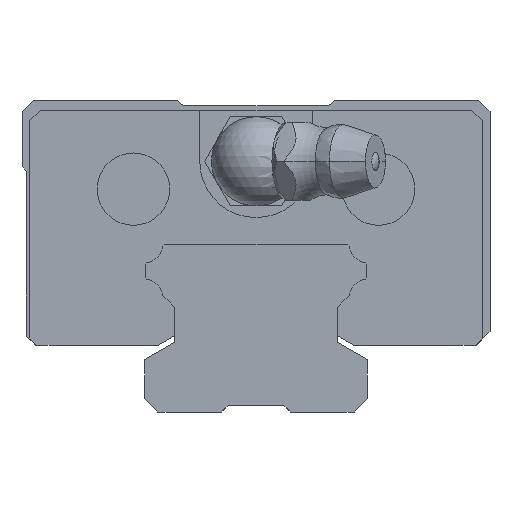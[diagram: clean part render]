
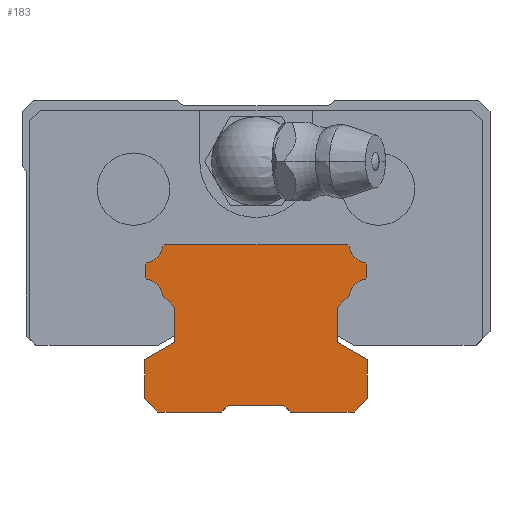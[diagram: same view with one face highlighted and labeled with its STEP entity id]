
A CAD part, front view. The second image highlights one B-rep face of the part: STEP entity #183.
In plain terms, the highlighted planar face has unit normal (0, -1, 0).
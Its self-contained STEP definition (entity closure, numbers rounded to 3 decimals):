
#183=ADVANCED_FACE('',(#380),#381,.T.);
#380=FACE_OUTER_BOUND('',#766,.T.);
#381=PLANE('',#767);
#766=EDGE_LOOP('',(#1292,#1293,#1294,#1295,#1296,#1297,#1298,#1299,#1300,#1301,#1302,#1303,#1304,#1305,#1306,#1307,#1308,#1309,#1310,#1311,#1312,#1313,#1314,#1315,#1316,#1317,#1318,#1319));
#767=AXIS2_PLACEMENT_3D('',#1320,#1321,#1322);
#1292=ORIENTED_EDGE('',*,*,#2770,.T.);
#1293=ORIENTED_EDGE('',*,*,#2771,.T.);
#1294=ORIENTED_EDGE('',*,*,#2772,.T.);
#1295=ORIENTED_EDGE('',*,*,#2773,.T.);
#1296=ORIENTED_EDGE('',*,*,#2774,.F.);
#1297=ORIENTED_EDGE('',*,*,#2775,.F.);
#1298=ORIENTED_EDGE('',*,*,#2776,.T.);
#1299=ORIENTED_EDGE('',*,*,#2777,.T.);
#1300=ORIENTED_EDGE('',*,*,#2778,.T.);
#1301=ORIENTED_EDGE('',*,*,#2756,.F.);
#1302=ORIENTED_EDGE('',*,*,#2779,.T.);
#1303=ORIENTED_EDGE('',*,*,#2780,.F.);
#1304=ORIENTED_EDGE('',*,*,#2781,.F.);
#1305=ORIENTED_EDGE('',*,*,#2782,.F.);
#1306=ORIENTED_EDGE('',*,*,#2783,.F.);
#1307=ORIENTED_EDGE('',*,*,#2784,.F.);
#1308=ORIENTED_EDGE('',*,*,#2785,.F.);
#1309=ORIENTED_EDGE('',*,*,#2786,.F.);
#1310=ORIENTED_EDGE('',*,*,#2787,.T.);
#1311=ORIENTED_EDGE('',*,*,#2788,.F.);
#1312=ORIENTED_EDGE('',*,*,#2789,.T.);
#1313=ORIENTED_EDGE('',*,*,#2790,.F.);
#1314=ORIENTED_EDGE('',*,*,#2791,.F.);
#1315=ORIENTED_EDGE('',*,*,#2792,.F.);
#1316=ORIENTED_EDGE('',*,*,#2793,.F.);
#1317=ORIENTED_EDGE('',*,*,#2794,.T.);
#1318=ORIENTED_EDGE('',*,*,#2795,.T.);
#1319=ORIENTED_EDGE('',*,*,#2796,.F.);
#1320=CARTESIAN_POINT('',(10.145,-110.0,14.545));
#1321=DIRECTION('',(0.0,-1.0,0.0));
#1322=DIRECTION('',(0.0,0.0,-1.0));
#2756=EDGE_CURVE('',#3283,#3284,#3285,.T.);
#2770=EDGE_CURVE('',#3305,#3306,#3307,.T.);
#2771=EDGE_CURVE('',#3306,#3308,#3309,.T.);
#2772=EDGE_CURVE('',#3308,#3310,#3311,.T.);
#2773=EDGE_CURVE('',#3310,#3312,#3313,.T.);
#2774=EDGE_CURVE('',#3314,#3312,#3315,.T.);
#2775=EDGE_CURVE('',#3316,#3314,#3317,.T.);
#2776=EDGE_CURVE('',#3316,#3318,#3319,.T.);
#2777=EDGE_CURVE('',#3318,#3320,#3321,.T.);
#2778=EDGE_CURVE('',#3320,#3284,#3322,.T.);
#2779=EDGE_CURVE('',#3283,#3323,#3324,.T.);
#2780=EDGE_CURVE('',#3325,#3323,#3326,.T.);
#2781=EDGE_CURVE('',#3327,#3325,#3328,.T.);
#2782=EDGE_CURVE('',#3329,#3327,#3330,.T.);
#2783=EDGE_CURVE('',#3331,#3329,#3332,.T.);
#2784=EDGE_CURVE('',#3333,#3331,#3334,.T.);
#2785=EDGE_CURVE('',#3335,#3333,#3336,.T.);
#2786=EDGE_CURVE('',#3337,#3335,#3338,.T.);
#2787=EDGE_CURVE('',#3337,#3339,#3340,.T.);
#2788=EDGE_CURVE('',#3341,#3339,#3342,.T.);
#2789=EDGE_CURVE('',#3341,#3343,#3344,.T.);
#2790=EDGE_CURVE('',#3345,#3343,#3346,.T.);
#2791=EDGE_CURVE('',#3347,#3345,#3348,.T.);
#2792=EDGE_CURVE('',#3349,#3347,#3350,.T.);
#2793=EDGE_CURVE('',#3351,#3349,#3352,.T.);
#2794=EDGE_CURVE('',#3351,#3353,#3354,.T.);
#2795=EDGE_CURVE('',#3353,#3355,#3356,.T.);
#2796=EDGE_CURVE('',#3305,#3355,#3357,.T.);
#3283=VERTEX_POINT('',#4105);
#3284=VERTEX_POINT('',#4106);
#3285=LINE('',#4107,#4108);
#3305=VERTEX_POINT('',#4131);
#3306=VERTEX_POINT('',#4132);
#3307=LINE('',#4133,#4134);
#3308=VERTEX_POINT('',#4135);
#3309=LINE('',#4136,#4137);
#3310=VERTEX_POINT('',#4138);
#3311=LINE('',#4139,#4140);
#3312=VERTEX_POINT('',#4141);
#3313=LINE('',#4142,#4143);
#3314=VERTEX_POINT('',#4144);
#3315=LINE('',#4145,#4146);
#3316=VERTEX_POINT('',#4147);
#3317=LINE('',#4148,#4149);
#3318=VERTEX_POINT('',#4150);
#3319=LINE('',#4151,#4152);
#3320=VERTEX_POINT('',#4153);
#3321=LINE('',#4154,#4155);
#3322=LINE('',#4156,#4157);
#3323=VERTEX_POINT('',#4158);
#3324=LINE('',#4159,#4160);
#3325=VERTEX_POINT('',#4161);
#3326=LINE('',#4162,#4163);
#3327=VERTEX_POINT('',#4164);
#3328=LINE('',#4165,#4166);
#3329=VERTEX_POINT('',#4167);
#3330=LINE('',#4168,#4169);
#3331=VERTEX_POINT('',#4170);
#3332=LINE('',#4171,#4172);
#3333=VERTEX_POINT('',#4173);
#3334=CIRCLE('',#4174,1.8);
#3335=VERTEX_POINT('',#4175);
#3336=LINE('',#4176,#4177);
#3337=VERTEX_POINT('',#4178);
#3338=LINE('',#4179,#4180);
#3339=VERTEX_POINT('',#4181);
#3340=LINE('',#4182,#4183);
#3341=VERTEX_POINT('',#4184);
#3342=CIRCLE('',#4185,1.8);
#3343=VERTEX_POINT('',#4186);
#3344=LINE('',#4187,#4188);
#3345=VERTEX_POINT('',#4189);
#3346=LINE('',#4190,#4191);
#3347=VERTEX_POINT('',#4192);
#3348=LINE('',#4193,#4194);
#3349=VERTEX_POINT('',#4195);
#3350=CIRCLE('',#4196,1.8);
#3351=VERTEX_POINT('',#4197);
#3352=LINE('',#4198,#4199);
#3353=VERTEX_POINT('',#4200);
#3354=LINE('',#4201,#4202);
#3355=VERTEX_POINT('',#4203);
#3356=LINE('',#4204,#4205);
#3357=CIRCLE('',#4206,1.8);
#4105=CARTESIAN_POINT('',(8.8,-110.0,-0.6));
#4106=CARTESIAN_POINT('',(3.1,-110.0,-0.6));
#4107=CARTESIAN_POINT('',(8.8,-110.0,-0.6));
#4108=VECTOR('',#5393,1000.0);
#4131=CARTESIAN_POINT('',(-8.372,-110.0,9.868));
#4132=CARTESIAN_POINT('',(-7.3,-110.0,8.796));
#4133=CARTESIAN_POINT('',(-8.372,-110.0,9.868));
#4134=VECTOR('',#5427,1000.0);
#4135=CARTESIAN_POINT('',(-7.3,-110.0,5.659));
#4136=CARTESIAN_POINT('',(-7.3,-110.0,6.236));
#4137=VECTOR('',#5428,1000.0);
#4138=CARTESIAN_POINT('',(-10.0,-110.0,4.1));
#4139=CARTESIAN_POINT('',(-7.3,-110.0,5.659));
#4140=VECTOR('',#5429,1000.0);
#4141=CARTESIAN_POINT('',(-10.0,-110.0,0.6));
#4142=CARTESIAN_POINT('',(-10.0,-110.0,4.1));
#4143=VECTOR('',#5430,1000.0);
#4144=CARTESIAN_POINT('',(-8.8,-110.0,-0.6));
#4145=CARTESIAN_POINT('',(-8.8,-110.0,-0.6));
#4146=VECTOR('',#5431,1000.0);
#4147=CARTESIAN_POINT('',(-3.1,-110.0,-0.6));
#4148=CARTESIAN_POINT('',(-3.1,-110.0,-0.6));
#4149=VECTOR('',#5432,1000.0);
#4150=CARTESIAN_POINT('',(-2.5,-110.0,0.0));
#4151=CARTESIAN_POINT('',(-3.1,-110.0,-0.6));
#4152=VECTOR('',#5433,1000.0);
#4153=CARTESIAN_POINT('',(2.5,-110.0,0.0));
#4154=CARTESIAN_POINT('',(-2.5,-110.0,0.0));
#4155=VECTOR('',#5434,1000.0);
#4156=CARTESIAN_POINT('',(2.5,-110.0,0.0));
#4157=VECTOR('',#5435,1000.0);
#4158=CARTESIAN_POINT('',(10.0,-110.0,0.6));
#4159=CARTESIAN_POINT('',(8.8,-110.0,-0.6));
#4160=VECTOR('',#5436,1000.0);
#4161=CARTESIAN_POINT('',(10.0,-110.0,4.1));
#4162=CARTESIAN_POINT('',(10.0,-110.0,4.1));
#4163=VECTOR('',#5437,1000.0);
#4164=CARTESIAN_POINT('',(7.3,-110.0,5.659));
#4165=CARTESIAN_POINT('',(7.3,-110.0,5.659));
#4166=VECTOR('',#5438,1000.0);
#4167=CARTESIAN_POINT('',(7.3,-110.0,8.796));
#4168=CARTESIAN_POINT('',(7.3,-110.0,6.236));
#4169=VECTOR('',#5439,1000.0);
#4170=CARTESIAN_POINT('',(8.372,-110.0,9.868));
#4171=CARTESIAN_POINT('',(8.372,-110.0,9.868));
#4172=VECTOR('',#5440,1000.0);
#4173=CARTESIAN_POINT('',(9.832,-110.0,11.328));
#4174=AXIS2_PLACEMENT_3D('',#5441,#5442,#5443);
#4175=CARTESIAN_POINT('',(9.93,-110.0,11.426));
#4176=CARTESIAN_POINT('',(9.93,-110.0,11.426));
#4177=VECTOR('',#5444,1000.0);
#4178=CARTESIAN_POINT('',(9.93,-110.0,12.674));
#4179=CARTESIAN_POINT('',(9.93,-110.0,12.674));
#4180=VECTOR('',#5445,1000.0);
#4181=CARTESIAN_POINT('',(9.832,-110.0,12.772));
#4182=CARTESIAN_POINT('',(9.93,-110.0,12.674));
#4183=VECTOR('',#5446,1000.0);
#4184=CARTESIAN_POINT('',(8.372,-110.0,14.232));
#4185=AXIS2_PLACEMENT_3D('',#5447,#5448,#5449);
#4186=CARTESIAN_POINT('',(8.204,-110.0,14.4));
#4187=CARTESIAN_POINT('',(8.372,-110.0,14.232));
#4188=VECTOR('',#5450,1000.0);
#4189=CARTESIAN_POINT('',(-8.204,-110.0,14.4));
#4190=CARTESIAN_POINT('',(10.145,-110.0,14.4));
#4191=VECTOR('',#5451,1000.0);
#4192=CARTESIAN_POINT('',(-8.372,-110.0,14.232));
#4193=CARTESIAN_POINT('',(-8.372,-110.0,14.232));
#4194=VECTOR('',#5452,1000.0);
#4195=CARTESIAN_POINT('',(-9.832,-110.0,12.772));
#4196=AXIS2_PLACEMENT_3D('',#5453,#5454,#5455);
#4197=CARTESIAN_POINT('',(-9.93,-110.0,12.674));
#4198=CARTESIAN_POINT('',(-9.93,-110.0,12.674));
#4199=VECTOR('',#5456,1000.0);
#4200=CARTESIAN_POINT('',(-9.93,-110.0,11.426));
#4201=CARTESIAN_POINT('',(-9.93,-110.0,12.674));
#4202=VECTOR('',#5457,1000.0);
#4203=CARTESIAN_POINT('',(-9.832,-110.0,11.328));
#4204=CARTESIAN_POINT('',(-9.93,-110.0,11.426));
#4205=VECTOR('',#5458,1000.0);
#4206=AXIS2_PLACEMENT_3D('',#5459,#5460,#5461);
#5393=DIRECTION('',(-1.0,0.0,0.0));
#5427=DIRECTION('',(0.707,0.0,-0.707));
#5428=DIRECTION('',(0.0,0.0,-1.0));
#5429=DIRECTION('',(-0.866,0.0,-0.5));
#5430=DIRECTION('',(0.0,0.0,-1.0));
#5431=DIRECTION('',(-0.707,0.0,0.707));
#5432=DIRECTION('',(-1.0,0.0,0.0));
#5433=DIRECTION('',(0.707,0.0,0.707));
#5434=DIRECTION('',(1.0,0.0,0.0));
#5435=DIRECTION('',(0.707,0.0,-0.707));
#5436=DIRECTION('',(0.707,0.0,0.707));
#5437=DIRECTION('',(0.0,0.0,-1.0));
#5438=DIRECTION('',(0.866,0.0,-0.5));
#5439=DIRECTION('',(0.0,0.0,-1.0));
#5440=DIRECTION('',(-0.707,0.0,-0.707));
#5441=CARTESIAN_POINT('',(10.145,-110.0,9.555));
#5442=DIRECTION('',(0.0,-1.0,0.0));
#5443=DIRECTION('',(1.0,0.0,0.0));
#5444=DIRECTION('',(-0.707,0.0,-0.707));
#5445=DIRECTION('',(0.0,0.0,-1.0));
#5446=DIRECTION('',(-0.707,0.0,0.707));
#5447=CARTESIAN_POINT('',(10.145,-110.0,14.545));
#5448=DIRECTION('',(0.0,-1.0,0.0));
#5449=DIRECTION('',(1.0,0.0,0.0));
#5450=DIRECTION('',(-0.707,0.0,0.707));
#5451=DIRECTION('',(1.0,0.0,0.0));
#5452=DIRECTION('',(0.707,0.0,0.707));
#5453=CARTESIAN_POINT('',(-10.145,-110.0,14.545));
#5454=DIRECTION('',(0.0,-1.0,0.0));
#5455=DIRECTION('',(1.0,0.0,0.0));
#5456=DIRECTION('',(0.707,0.0,0.707));
#5457=DIRECTION('',(0.0,0.0,-1.0));
#5458=DIRECTION('',(0.707,0.0,-0.707));
#5459=CARTESIAN_POINT('',(-10.145,-110.0,9.555));
#5460=DIRECTION('',(0.0,-1.0,0.0));
#5461=DIRECTION('',(1.0,0.0,0.0));
